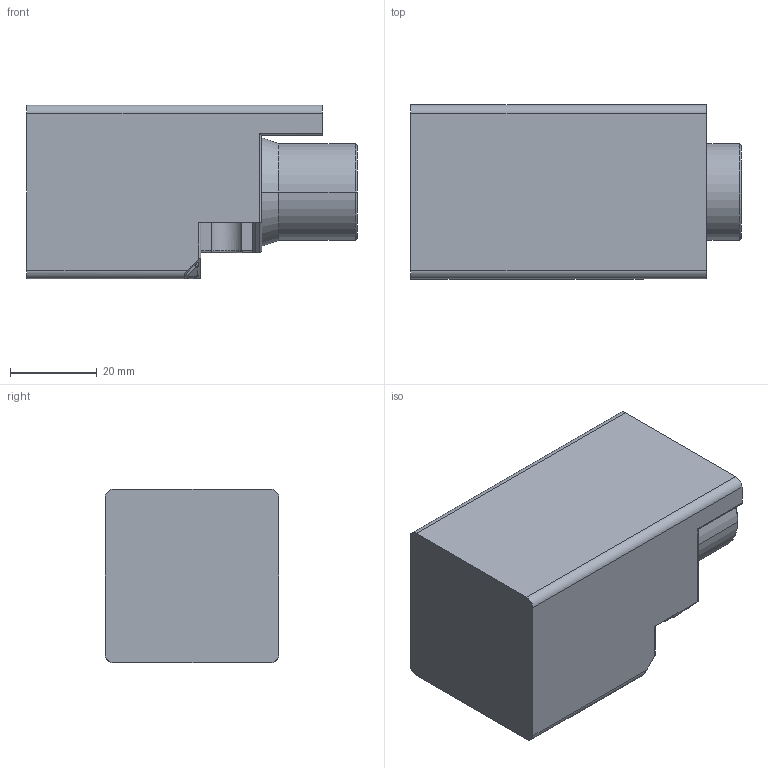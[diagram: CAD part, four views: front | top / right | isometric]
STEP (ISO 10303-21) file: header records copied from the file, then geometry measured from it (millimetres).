
FILE_DESCRIPTION((''),'2;1');
FILE_NAME('PRT0003_SW0002','2012-02-23T',('dhelisch'),(''),'PRO/ENGINEER BY PARAMETRIC TECHNOLOGY CORPORATION, 2007250','PRO/ENGINEER BY PARAMETRIC TECHNOLOGY CORPORATION, 2007250','');
FILE_SCHEMA(('CONFIG_CONTROL_DESIGN'));
Length unit declared in the file: millimetre
Products named in the file (1): PRT0003_SW0002
Bounding box: 76 x 40 x 40 mm (x, y, z)
Surface area: 15021.9 mm2 (no closed solid volume)
Topology: 0 solids, 1 shells, 87 faces, 273 edges, 244 vertices
Faces by surface type: plane 43, cylinder 32, bspline 6, cone 4, torus 2
Entity records: 4264 total; most frequent: CARTESIAN_POINT 945, DIRECTION 485, ORIENTED_EDGE 444, EDGE_CURVE 222, VECTOR 177, LINE 177, AXIS2_PLACEMENT_3D 154, VERTEX_POINT 142
